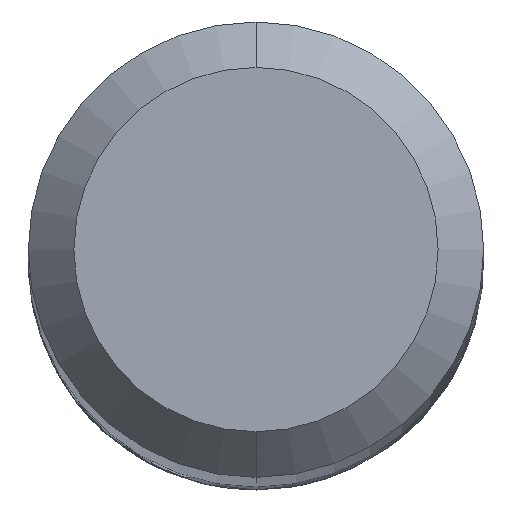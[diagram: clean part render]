
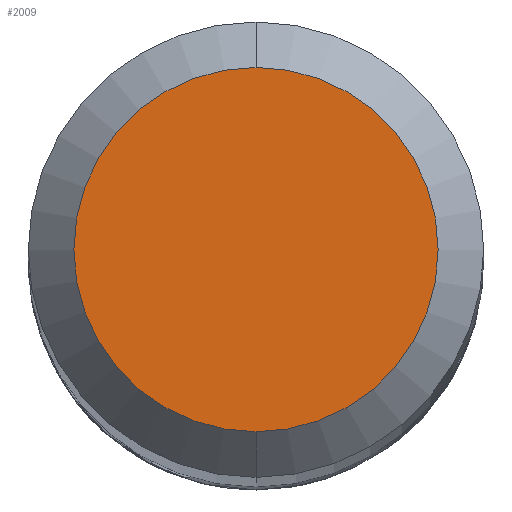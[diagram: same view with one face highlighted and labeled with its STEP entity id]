
A CAD part, top view. The second image highlights one B-rep face of the part: STEP entity #2009.
In plain terms, the highlighted planar face has unit normal (0, 0, 1).
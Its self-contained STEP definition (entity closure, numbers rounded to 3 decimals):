
#777=EDGE_CURVE('',#1451,#1625,#2170,.T.);
#1451=VERTEX_POINT('',#2901);
#1625=VERTEX_POINT('',#3094);
#1863=EDGE_CURVE('',#1625,#1451,#3356,.T.);
#2009=ADVANCED_FACE('',(#3510),#3511,.T.);
#2170=CIRCLE('',#4343,1.2);
#2901=CARTESIAN_POINT('',(0.0,1.2,0.0));
#3094=CARTESIAN_POINT('',(0.,-1.2,0.0));
#3356=CIRCLE('',#12264,1.2);
#3510=FACE_OUTER_BOUND('',#12703,.T.);
#3511=PLANE('',#12704);
#4343=AXIS2_PLACEMENT_3D('',#13382,#13383,#13384);
#12264=AXIS2_PLACEMENT_3D('',#14651,#14652,#14653);
#12703=EDGE_LOOP('',(#14785,#14786));
#12704=AXIS2_PLACEMENT_3D('',#14787,#14788,#14789);
#13382=CARTESIAN_POINT('',(0.0,0.0,0.0));
#13383=DIRECTION('',(0.0,0.0,-1.0));
#13384=DIRECTION('',(0.0,1.0,0.0));
#14651=CARTESIAN_POINT('',(0.0,0.0,0.0));
#14652=DIRECTION('',(0.0,0.0,-1.0));
#14653=DIRECTION('',(0.0,1.0,0.0));
#14785=ORIENTED_EDGE('',*,*,#777,.F.);
#14786=ORIENTED_EDGE('',*,*,#1863,.F.);
#14787=CARTESIAN_POINT('',(0.0,0.6,0.0));
#14788=DIRECTION('',(-0.0,0.0,1.0));
#14789=DIRECTION('',(0.0,-1.0,0.0));
